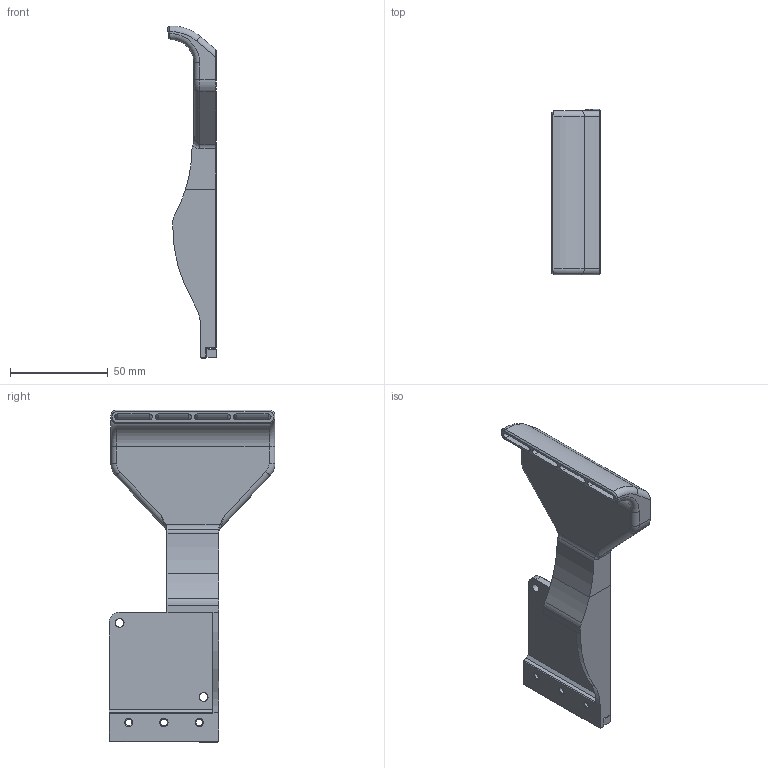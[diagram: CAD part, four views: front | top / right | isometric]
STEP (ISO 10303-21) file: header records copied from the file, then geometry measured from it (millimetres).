
FILE_DESCRIPTION(/* description */ (''),/* implementation_level */ '2;1');
FILE_NAME(/* name */ 'Aux Fan 2 Part v9.step',/* time_stamp */ '2023-02-28T14:08:41+01:00',/* author */ (''),/* organization */ (''),/* preprocessor_version */ 'ST-DEVELOPER v19.2',/* originating_system */ 'Autodesk Translation Framework v11.17.0.187',/* authorisation */ '');
FILE_SCHEMA (('AUTOMOTIVE_DESIGN { 1 0 10303 214 3 1 1 }'));
Length unit declared in the file: millimetre
Products named in the file (1): Aux Fan 2 Part
Bounding box: 24.93 x 84.9 x 169.97 mm (x, y, z)
Volume: 52450.8 mm3; surface area: 43798.1 mm2
Topology: 4 solids, 4 shells, 444 faces, 1175 edges, 737 vertices
Faces by surface type: plane 280, cylinder 84, torus 46, bspline 18, cone 16
Full cylindrical faces by diameter (mm): 3.4 x3, 4.5 x5
Entity records: 14188 total; most frequent: CARTESIAN_POINT 2907, ORIENTED_EDGE 2350, DIRECTION 2241, EDGE_CURVE 1175, LINE 883, VECTOR 883, VERTEX_POINT 737, AXIS2_PLACEMENT_3D 679
